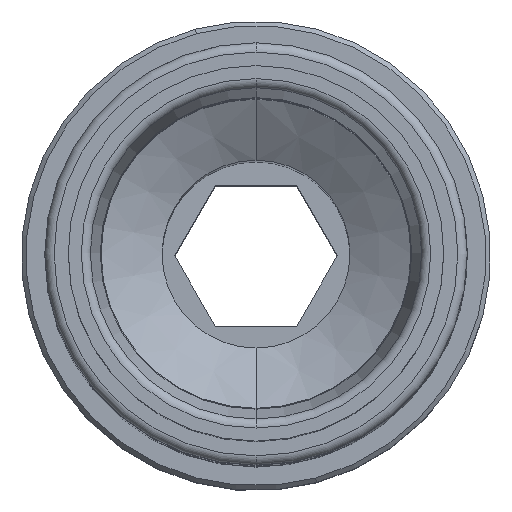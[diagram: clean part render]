
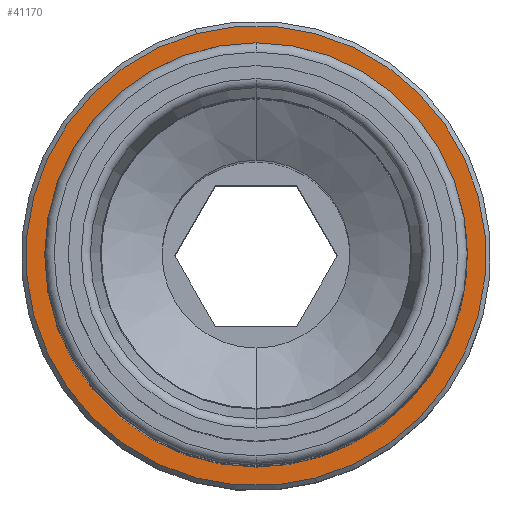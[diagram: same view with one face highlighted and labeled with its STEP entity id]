
A CAD part, top view. The second image highlights one B-rep face of the part: STEP entity #41170.
In plain terms, the highlighted face is planar.
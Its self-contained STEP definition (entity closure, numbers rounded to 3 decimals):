
#3190=CARTESIAN_POINT('',(-4.5,0.,30.4));
#3200=VERTEX_POINT('',#3190);
#3230=CARTESIAN_POINT('',(0.,0.,30.4));
#3240=DIRECTION('',(0.,0.,-1.));
#3250=DIRECTION('',(-1.,0.,0.));
#3260=AXIS2_PLACEMENT_3D('',#3230,#3240,#3250);
#3270=CIRCLE('',#3260,4.5);
#3280=CARTESIAN_POINT('',(4.,-2.062,30.4));
#3290=VERTEX_POINT('',#3280);
#3300=EDGE_CURVE('',#3290,#3200,#3270,.T.);
#3320=CARTESIAN_POINT('',(4.5,0.,30.4));
#3330=VERTEX_POINT('',#3320);
#3340=EDGE_CURVE('',#3330,#3290,#3270,.T.);
#7440=CARTESIAN_POINT('',(-6.073,-3.506,30.4));
#7450=DIRECTION('',(0.,0.,-1.));
#7460=DIRECTION('',(-0.966,0.259,0.));
#7470=AXIS2_PLACEMENT_3D('',#7440,#7450,#7460);
#7480=PLANE('',#7470);
#40660=CARTESIAN_POINT('',(0.,0.,
30.4));
#40670=DIRECTION('',(0.,0.,-1.));
#40680=DIRECTION('',(0.966,-0.259,0.));
#40690=AXIS2_PLACEMENT_3D('',#40660,#40670,#40680);
#40700=CIRCLE('',#40690,4.9);
#40710=CARTESIAN_POINT('',(-1.268,-4.733,30.4));
#40720=VERTEX_POINT('',#40710);
#40730=CARTESIAN_POINT('',(-4.733,1.268,30.4));
#40740=VERTEX_POINT('',#40730);
#40750=EDGE_CURVE('',#40720,#40740,#40700,.T.);
#40890=CARTESIAN_POINT('',(4.733,-1.268,30.4));
#40900=VERTEX_POINT('',#40890);
#40930=EDGE_CURVE('',#40900,#40720,#40700,.T.);
#41050=ORIENTED_EDGE('',*,*,#3300,.F.);
#41060=EDGE_CURVE('',#3200,#3330,#3270,.T.);
#41070=ORIENTED_EDGE('',*,*,#41060,.F.);
#41080=ORIENTED_EDGE('',*,*,#3340,.F.);
#41090=EDGE_LOOP('',(#41080,#41070,#41050));
#41100=FACE_BOUND('',#41090,.T.);
#41110=EDGE_CURVE('',#40740,#40900,#40700,.T.);
#41120=ORIENTED_EDGE('',*,*,#41110,.T.);
#41130=ORIENTED_EDGE('',*,*,#40750,.T.);
#41140=ORIENTED_EDGE('',*,*,#40930,.T.);
#41150=EDGE_LOOP('',(#41140,#41130,#41120));
#41160=FACE_OUTER_BOUND('',#41150,.T.);
#41170=ADVANCED_FACE('',(#41100,#41160),#7480,.T.);
